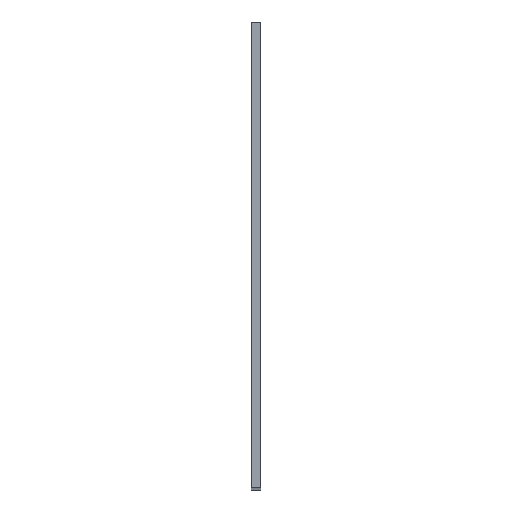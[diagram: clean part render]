
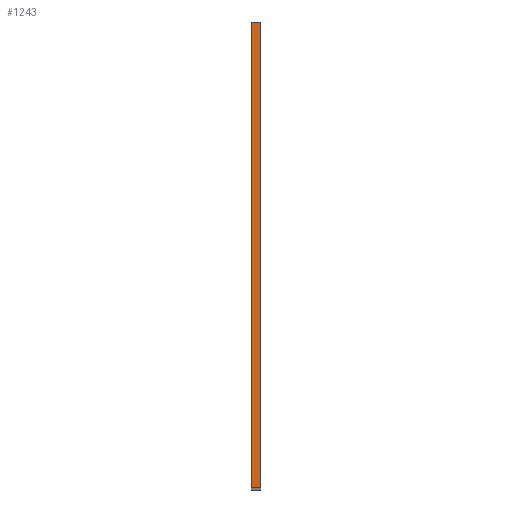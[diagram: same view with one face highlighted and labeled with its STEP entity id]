
A CAD part, top view. The second image highlights one B-rep face of the part: STEP entity #1243.
In plain terms, the highlighted planar face has unit normal (0, 0, 1).
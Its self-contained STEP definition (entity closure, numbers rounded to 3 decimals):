
#11 = VECTOR ( 'NONE', #1914, 1000. ) ;
#13 = LINE ( 'NONE', #1898, #11 ) ;
#28 = EDGE_CURVE ( 'NONE', #2033, #1965, #1228, .T. ) ;
#35 = EDGE_CURVE ( 'NONE', #1975, #2033, #13, .T. ) ;
#236 = EDGE_CURVE ( 'NONE', #1975, #2015, #469, .T. ) ;
#269 = EDGE_CURVE ( 'NONE', #1965, #2015, #538, .T. ) ;
#469 = LINE ( 'NONE', #909, #488 ) ;
#488 = VECTOR ( 'NONE', #907, 1000. ) ;
#536 = VECTOR ( 'NONE', #1116, 1000. ) ;
#538 = LINE ( 'NONE', #1118, #536 ) ;
#589 = FACE_OUTER_BOUND ( 'NONE', #804, .T. ) ;
#804 = EDGE_LOOP ( 'NONE', ( #1391, #1342, #1359, #1375 ) ) ;
#907 = DIRECTION ( 'NONE',  ( 0., 1., 0. ) ) ;
#909 = CARTESIAN_POINT ( 'NONE',  ( 1.5, 74.21, 113. ) ) ;
#963 = AXIS2_PLACEMENT_3D ( 'NONE', #1820, #1573, #1580 ) ;
#1116 = DIRECTION ( 'NONE',  ( 1., 0., 0. ) ) ;
#1118 = CARTESIAN_POINT ( 'NONE',  ( 0., 74.21, 113. ) ) ;
#1221 = VECTOR ( 'NONE', #1917, 1000. ) ;
#1228 = LINE ( 'NONE', #1911, #1221 ) ;
#1243 = ADVANCED_FACE ( 'NONE', ( #589 ), #1603, .F. ) ;
#1342 = ORIENTED_EDGE ( 'NONE', *, *, #269, .F. ) ;
#1359 = ORIENTED_EDGE ( 'NONE', *, *, #28, .F. ) ;
#1375 = ORIENTED_EDGE ( 'NONE', *, *, #35, .F. ) ;
#1391 = ORIENTED_EDGE ( 'NONE', *, *, #236, .T. ) ;
#1573 = DIRECTION ( 'NONE',  ( 0., 0., -1. ) ) ;
#1580 = DIRECTION ( 'NONE',  ( -1., 0., 0. ) ) ;
#1603 = PLANE ( 'NONE',  #963 ) ;
#1694 = CARTESIAN_POINT ( 'NONE',  ( 1.5, 0., 113. ) ) ;
#1754 = CARTESIAN_POINT ( 'NONE',  ( 0., 74.21, 113. ) ) ;
#1756 = CARTESIAN_POINT ( 'NONE',  ( 1.5, 74.21, 113. ) ) ;
#1768 = CARTESIAN_POINT ( 'NONE',  ( 0., 0., 113. ) ) ;
#1820 = CARTESIAN_POINT ( 'NONE',  ( 1.5, 74.21, 113. ) ) ;
#1898 = CARTESIAN_POINT ( 'NONE',  ( 1.5, 0., 113. ) ) ;
#1911 = CARTESIAN_POINT ( 'NONE',  ( 0., 74.21, 113. ) ) ;
#1914 = DIRECTION ( 'NONE',  ( -1., 0., 0. ) ) ;
#1917 = DIRECTION ( 'NONE',  ( 0., 1., 0. ) ) ;
#1965 = VERTEX_POINT ( 'NONE', #1754 ) ;
#1975 = VERTEX_POINT ( 'NONE', #1694 ) ;
#2015 = VERTEX_POINT ( 'NONE', #1756 ) ;
#2033 = VERTEX_POINT ( 'NONE', #1768 ) ;
